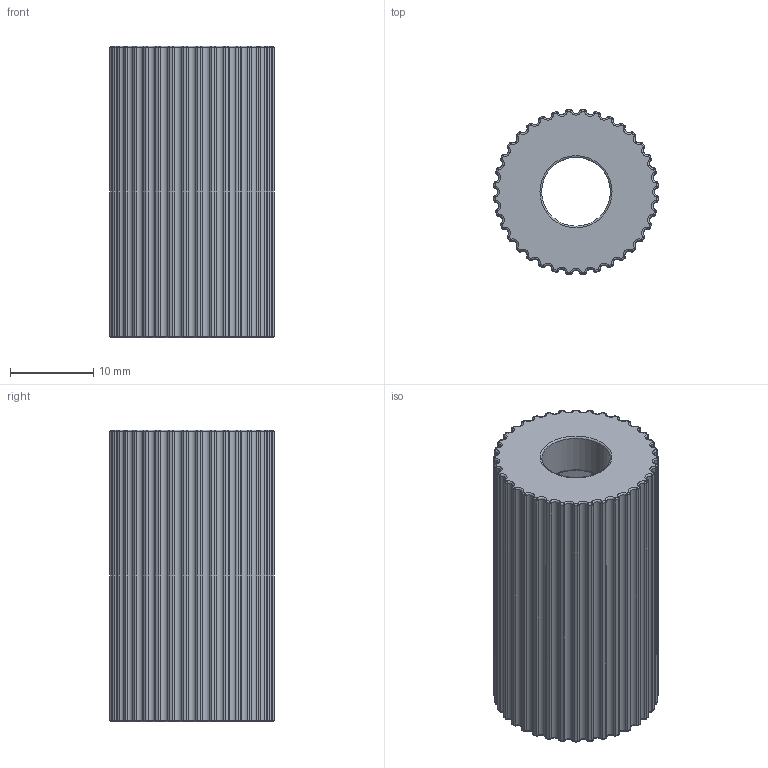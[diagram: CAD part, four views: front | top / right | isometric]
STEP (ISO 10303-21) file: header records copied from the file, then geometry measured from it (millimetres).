
FILE_DESCRIPTION(/* description */ (''),/* implementation_level */ '2;1');
FILE_NAME(/* name */ 'M8 Cylinder v1.step',/* time_stamp */ '2024-10-26T12:53:04+02:00',/* author */ (''),/* organization */ (''),/* preprocessor_version */ 'ST-DEVELOPER v20',/* originating_system */ 'Autodesk Translation Framework v13.20.0.188',/* authorisation */ '');
FILE_SCHEMA (('AUTOMOTIVE_DESIGN { 1 0 10303 214 3 1 1 }'));
Length unit declared in the file: millimetre
Products named in the file (1): M8 Cylinder
Bounding box: 19.75 x 19.75 x 35 mm (x, y, z)
Volume: 5477.3 mm3; surface area: 4655.2 mm2
Topology: 1 solids, 1 shells, 474 faces, 951 edges, 480 vertices
Faces by surface type: cylinder 163, torus 152, sphere 150, plane 9
Full cylindrical faces by diameter (mm): 8.25 x1
Entity records: 12226 total; most frequent: DIRECTION 2671, CARTESIAN_POINT 1906, ORIENTED_EDGE 1902, AXIS2_PLACEMENT_3D 1245, EDGE_CURVE 951, CIRCLE 770, VERTEX_POINT 480, EDGE_LOOP 477
